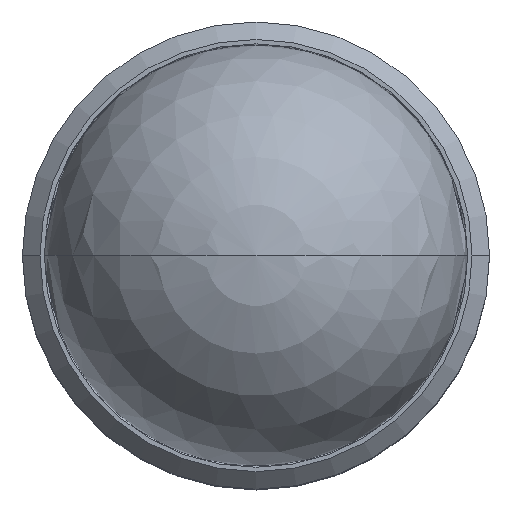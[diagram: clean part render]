
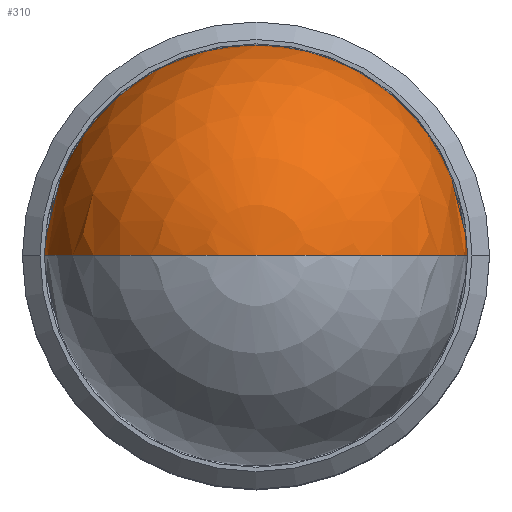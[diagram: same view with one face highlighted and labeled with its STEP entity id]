
A CAD part, top view. The second image highlights one B-rep face of the part: STEP entity #310.
In plain terms, the highlighted spherical face has radius 7.25 mm.
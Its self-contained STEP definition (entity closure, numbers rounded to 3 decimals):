
#272=VERTEX_POINT('',#592);
#278=VERTEX_POINT('',#598);
#298=EDGE_CURVE('',#278,#272,#624,.T.);
#310=ADVANCED_FACE('',(#637),#638,.T.);
#392=EDGE_CURVE('',#272,#278,#724,.T.);
#592=CARTESIAN_POINT('',(0.,0.,8.6));
#598=CARTESIAN_POINT('',(0.,0.,23.1));
#624=CIRCLE('',#994,7.25);
#637=FACE_OUTER_BOUND('',#1012,.T.);
#638=SPHERICAL_SURFACE('',#1013,7.25);
#724=CIRCLE('',#1136,7.25);
#994=AXIS2_PLACEMENT_3D('',#1461,#1462,#1463);
#1012=EDGE_LOOP('',(#1478,#1479));
#1013=AXIS2_PLACEMENT_3D('',#1480,#1481,#1482);
#1136=AXIS2_PLACEMENT_3D('',#1558,#1559,#1560);
#1461=CARTESIAN_POINT('',(0.,0.,15.85));
#1462=DIRECTION('',(0.,1.0,0.0));
#1463=DIRECTION('',(0.0,-0.0,-1.0));
#1478=ORIENTED_EDGE('',*,*,#298,.T.);
#1479=ORIENTED_EDGE('',*,*,#392,.T.);
#1480=CARTESIAN_POINT('',(0.,0.,15.85));
#1481=DIRECTION('',(0.0,0.0,1.0));
#1482=DIRECTION('',(-1.0,0.,0.0));
#1558=CARTESIAN_POINT('',(0.,0.,15.85));
#1559=DIRECTION('',(0.,1.0,0.0));
#1560=DIRECTION('',(0.0,-0.0,-1.0));
